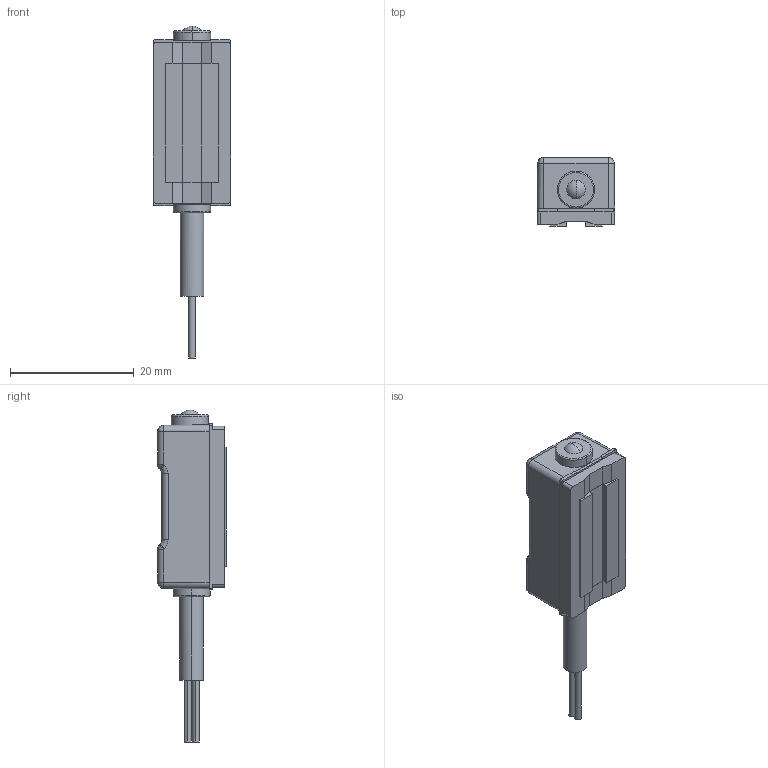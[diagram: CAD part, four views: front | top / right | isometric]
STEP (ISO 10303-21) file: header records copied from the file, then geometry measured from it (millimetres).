
FILE_DESCRIPTION((''),'2;1');
FILE_NAME('BO-20R','2020-05-25T15:40:58',('Administrator'),(''),'CREO PARAMETRIC BY PTC INC, 2018400','CREO PARAMETRIC BY PTC INC, 2018400','');
FILE_SCHEMA(('AUTOMOTIVE_DESIGN { 1 0 10303 214 1 1 1 1 }'));
Length unit declared in the file: millimetre
Products named in the file (1): BO-20R
Bounding box: 12.5 x 11.1 x 53.65 mm (x, y, z)
Volume: 3651.8 mm3; surface area: 1799.3 mm2
Topology: 1 solids, 1 shells, 114 faces, 273 edges, 165 vertices
Faces by surface type: plane 56, cylinder 40, sphere 10, bspline 4, torus 4
Entity records: 4035 total; most frequent: CARTESIAN_POINT 851, DIRECTION 547, ORIENTED_EDGE 542, EDGE_CURVE 271, AXIS2_PLACEMENT_3D 187, VECTOR 173, LINE 173, VERTEX_POINT 165
